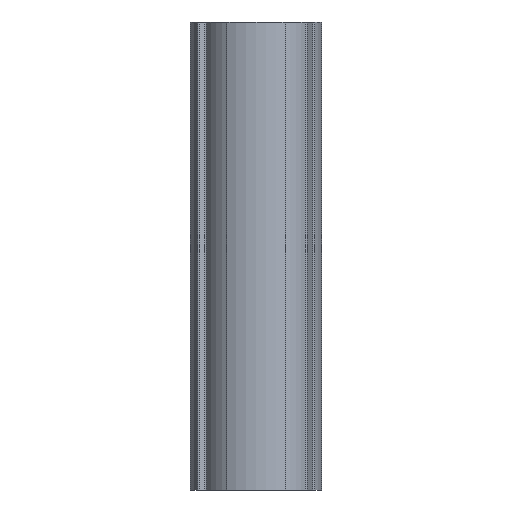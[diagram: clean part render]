
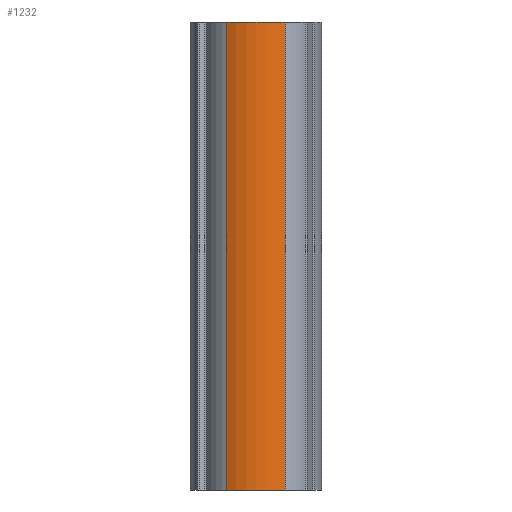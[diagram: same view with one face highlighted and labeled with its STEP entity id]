
A CAD part, left-side view. The second image highlights one B-rep face of the part: STEP entity #1232.
In plain terms, the highlighted cylindrical face has radius 14 mm (diameter 28 mm), a partial arc.
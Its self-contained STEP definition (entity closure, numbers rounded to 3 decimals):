
#58=FACE_OUTER_BOUND('',#125,.T.);
#125=EDGE_LOOP('',(#929,#930,#931,#932));
#202=LINE('',#2065,#298);
#205=LINE('',#2071,#301);
#298=VECTOR('',#1636,10.);
#301=VECTOR('',#1643,10.);
#373=CIRCLE('',#1309,14.);
#425=CIRCLE('',#1383,14.);
#474=VERTEX_POINT('',#1916);
#475=VERTEX_POINT('',#1918);
#536=VERTEX_POINT('',#2063);
#537=VERTEX_POINT('',#2070);
#603=EDGE_CURVE('',#474,#475,#373,.T.);
#676=EDGE_CURVE('',#536,#474,#202,.T.);
#679=EDGE_CURVE('',#475,#537,#205,.T.);
#696=EDGE_CURVE('',#537,#536,#425,.T.);
#929=ORIENTED_EDGE('',*,*,#676,.F.);
#930=ORIENTED_EDGE('',*,*,#696,.F.);
#931=ORIENTED_EDGE('',*,*,#679,.F.);
#932=ORIENTED_EDGE('',*,*,#603,.F.);
#1177=CYLINDRICAL_SURFACE('',#1382,14.);
#1232=ADVANCED_FACE('',(#58),#1177,.T.);
#1309=AXIS2_PLACEMENT_3D('',#1919,#1493,#1494);
#1382=AXIS2_PLACEMENT_3D('',#2103,#1680,#1681);
#1383=AXIS2_PLACEMENT_3D('',#2104,#1682,#1683);
#1493=DIRECTION('center_axis',(0.,0.,-1.));
#1494=DIRECTION('ref_axis',(-1.,0.,0.));
#1636=DIRECTION('',(0.,0.,-1.));
#1643=DIRECTION('',(0.,0.,1.));
#1680=DIRECTION('center_axis',(0.,0.,1.));
#1681=DIRECTION('ref_axis',(-1.,0.,0.));
#1682=DIRECTION('center_axis',(0.,0.,1.));
#1683=DIRECTION('ref_axis',(-1.,0.,0.));
#1916=CARTESIAN_POINT('',(-12.545,-6.215,0.));
#1918=CARTESIAN_POINT('',(-12.545,6.215,0.));
#1919=CARTESIAN_POINT('Origin',(0.,0.,0.));
#2063=CARTESIAN_POINT('',(-12.545,-6.215,100.));
#2065=CARTESIAN_POINT('',(-12.545,-6.215,0.));
#2070=CARTESIAN_POINT('',(-12.545,6.215,100.));
#2071=CARTESIAN_POINT('',(-12.545,6.215,0.));
#2103=CARTESIAN_POINT('Origin',(0.,0.,0.));
#2104=CARTESIAN_POINT('Origin',(0.,0.,100.));
